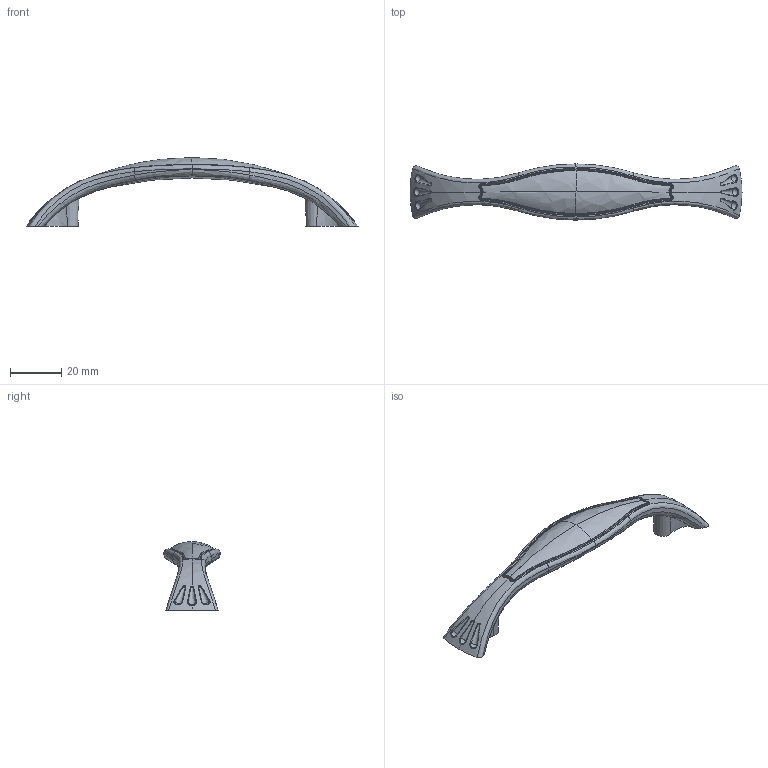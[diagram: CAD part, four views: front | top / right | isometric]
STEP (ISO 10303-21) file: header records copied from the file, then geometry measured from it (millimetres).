
FILE_DESCRIPTION(('Creo Elements/Direct Modeling STEP Export'),'2;1');
FILE_NAME('1881-130.stp','2019-01-16T11:51:26',(''),(''),'Creo Elements/Direct Modeling STEP processor for AP214 (Solid Model)','Creo Elements/Direct Modeling 20.0 12-Nov-2016 (C) Parametric Technology GmbH','');
FILE_SCHEMA(('AUTOMOTIVE_DESIGN { 1 0 10303 214 1 1 1 1 }'));
Length unit declared in the file: millimetre
Products named in the file (1): 1881-130
Bounding box: 130 x 22 x 27 mm (x, y, z)
Volume: 12340.3 mm3; surface area: 6923.1 mm2
Topology: 1 solids, 1 shells, 200 faces, 480 edges, 286 vertices
Faces by surface type: bspline 140, cylinder 26, cone 16, sphere 12, plane 4, extrusion 2
Entity records: 14296 total; most frequent: CARTESIAN_POINT 10355, ORIENTED_EDGE 952, EDGE_CURVE 476, B_SPLINE_CURVE_WITH_KNOTS 354, DIRECTION 298, VERTEX_POINT 286, EDGE_LOOP 208, FACE_OUTER_BOUND 200
